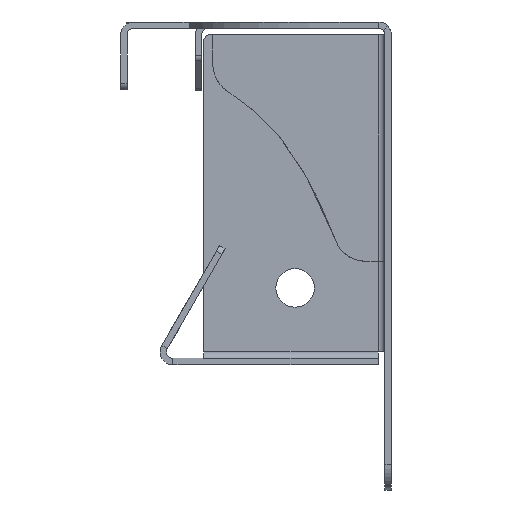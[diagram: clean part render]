
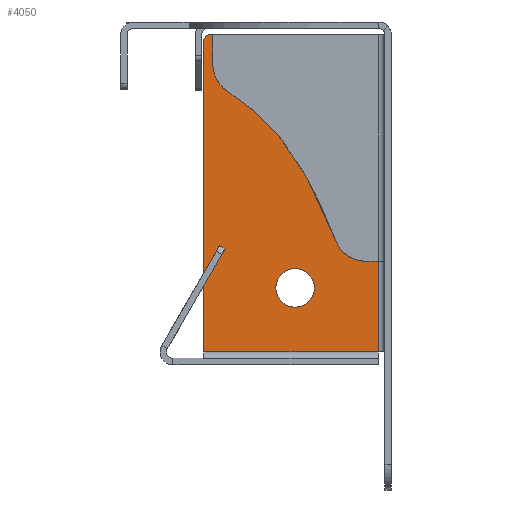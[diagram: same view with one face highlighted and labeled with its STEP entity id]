
A CAD part, left-side view. The second image highlights one B-rep face of the part: STEP entity #4050.
In plain terms, the highlighted planar face has unit normal (-1, 0, 0).
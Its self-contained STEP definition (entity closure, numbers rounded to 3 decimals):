
#169=FACE_BOUND('',#610,.T.);
#357=FACE_OUTER_BOUND('',#609,.T.);
#609=EDGE_LOOP('',(#3607,#3608,#3609,#3610,#3611));
#610=EDGE_LOOP('',(#3612));
#746=CIRCLE('',#4297,6.);
#780=CIRCLE('',#4364,2.);
#1106=LINE('',#6498,#1499);
#1187=LINE('',#7025,#1580);
#1196=LINE('',#7054,#1589);
#1197=LINE('',#7055,#1590);
#1499=VECTOR('',#5315,10.);
#1580=VECTOR('',#5514,10.);
#1589=VECTOR('',#5555,10.);
#1590=VECTOR('',#5556,2.88);
#1822=VERTEX_POINT('',#6271);
#1894=VERTEX_POINT('',#6485);
#1895=VERTEX_POINT('',#6486);
#1899=VERTEX_POINT('',#6496);
#1970=VERTEX_POINT('',#7023);
#1974=VERTEX_POINT('',#7053);
#2297=EDGE_CURVE('',#1822,#1822,#746,.T.);
#2406=EDGE_CURVE('',#1894,#1895,#780,.T.);
#2412=EDGE_CURVE('',#1894,#1899,#1106,.T.);
#2525=EDGE_CURVE('',#1899,#1970,#1187,.T.);
#2540=EDGE_CURVE('',#1970,#1974,#1196,.T.);
#2541=EDGE_CURVE('',#1974,#1895,#1197,.T.);
#3607=ORIENTED_EDGE('',*,*,#2406,.F.);
#3608=ORIENTED_EDGE('',*,*,#2412,.T.);
#3609=ORIENTED_EDGE('',*,*,#2525,.T.);
#3610=ORIENTED_EDGE('',*,*,#2540,.T.);
#3611=ORIENTED_EDGE('',*,*,#2541,.T.);
#3612=ORIENTED_EDGE('',*,*,#2297,.T.);
#3849=PLANE('',#4441);
#4050=ADVANCED_FACE('',(#357,#169),#3849,.T.);
#4297=AXIS2_PLACEMENT_3D('',#6272,#5096,#5097);
#4364=AXIS2_PLACEMENT_3D('',#6487,#5305,#5306);
#4441=AXIS2_PLACEMENT_3D('',#7052,#5553,#5554);
#5096=DIRECTION('center_axis',(1.,0.,0.));
#5097=DIRECTION('ref_axis',(0.,0.,1.));
#5305=DIRECTION('center_axis',(1.,0.,0.));
#5306=DIRECTION('ref_axis',(0.,0.707,0.707));
#5315=DIRECTION('',(0.,0.,-1.));
#5514=DIRECTION('',(0.,-1.,0.));
#5553=DIRECTION('center_axis',(-1.,0.,0.));
#5554=DIRECTION('ref_axis',(0.,0.,1.));
#5555=DIRECTION('',(0.,0.,1.));
#5556=DIRECTION('',(0.,1.,0.));
#6271=CARTESIAN_POINT('',(166.702,30.,49.));
#6272=CARTESIAN_POINT('Origin',(166.702,30.,55.));
#6485=CARTESIAN_POINT('',(166.702,58.557,131.923));
#6486=CARTESIAN_POINT('',(166.702,56.557,133.923));
#6487=CARTESIAN_POINT('Origin',(166.702,56.557,131.923));
#6496=CARTESIAN_POINT('',(166.702,58.557,35.039));
#6498=CARTESIAN_POINT('',(166.702,58.557,31.039));
#7023=CARTESIAN_POINT('',(166.702,4.,35.039));
#7025=CARTESIAN_POINT('',(166.702,16.508,35.039));
#7052=CARTESIAN_POINT('Origin',(166.702,29.017,82.481));
#7053=CARTESIAN_POINT('',(166.702,4.,133.923));
#7054=CARTESIAN_POINT('',(166.702,4.,82.481));
#7055=CARTESIAN_POINT('',(166.702,-5.048,133.923));
